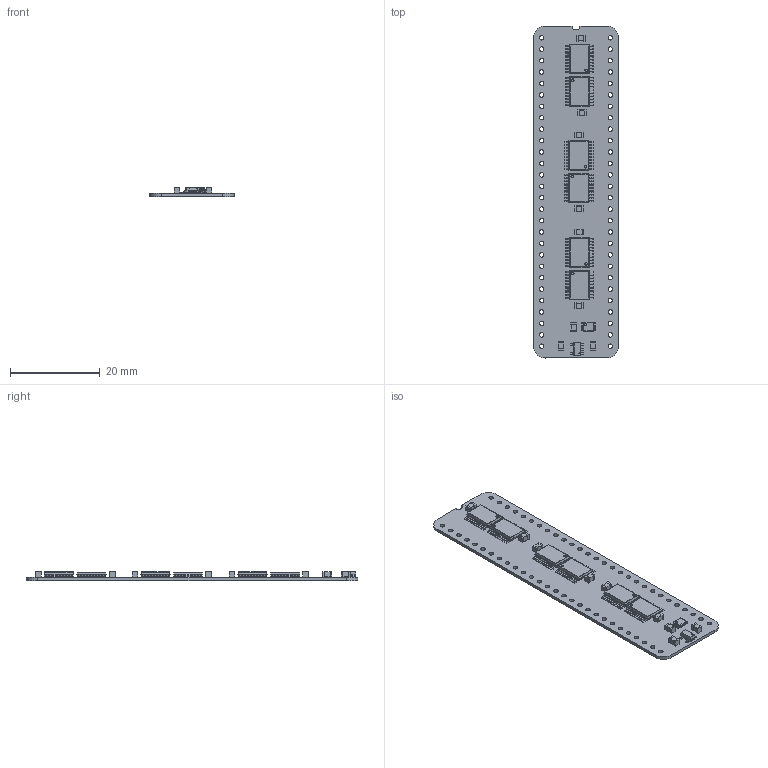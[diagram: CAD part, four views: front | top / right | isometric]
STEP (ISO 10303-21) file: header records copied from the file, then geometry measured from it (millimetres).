
FILE_DESCRIPTION(('KiCad electronic assembly'),'2;1');
FILE_NAME('Register 24bit with IO.step','2024-09-02T10:56:37',('Pcbnew') ,('Kicad'),'Open CASCADE STEP processor 7.8','KiCad to STEP converter' ,'Unknown');
FILE_SCHEMA(('AUTOMOTIVE_DESIGN { 1 0 10303 214 1 1 1 1 }'));
Length unit declared in the file: millimetre
Products named in the file (12): Register 24bit with IO 1; 74LVC273PW,118; ASSEMBLY; C_0805_2012Metric; 74VHCT573AFT; SN74LVC2G157DCU3; DCU0008A_ASM; AP7365-33WG-7; Register 24bit with IO_PCB
Assembly tree (23 placements, depth 3):
  Register 24bit with IO 1
    74LVC273PW,118  x3
      ASSEMBLY
    C_0805_2012Metric  x9
      C_0805_2012Metric
    74VHCT573AFT  x3
      ASSEMBLY
    SN74LVC2G157DCU3
      DCU0008A_ASM
    AP7365-33WG-7
      ASSEMBLY
    Register 24bit with IO_PCB
Bounding box: 18.8 x 73.81 x 2.05 mm (x, y, z)
Volume: 1148.4 mm3; surface area: 3651.4 mm2
Topology: 151 solids, 151 shells, 2262 faces, 5666 edges, 3732 vertices
Faces by surface type: plane 1593, cylinder 661, sphere 8
Full cylindrical faces by diameter (mm): 0.2 x1, 0.55 x6, 1 x56
Entity records: 27615 total; most frequent: CARTESIAN_POINT 4792, DIRECTION 4628, ORIENTED_EDGE 4524, EDGE_CURVE 2262, LINE 1700, VECTOR 1700, VERTEX_POINT 1484, AXIS2_PLACEMENT_3D 1464
